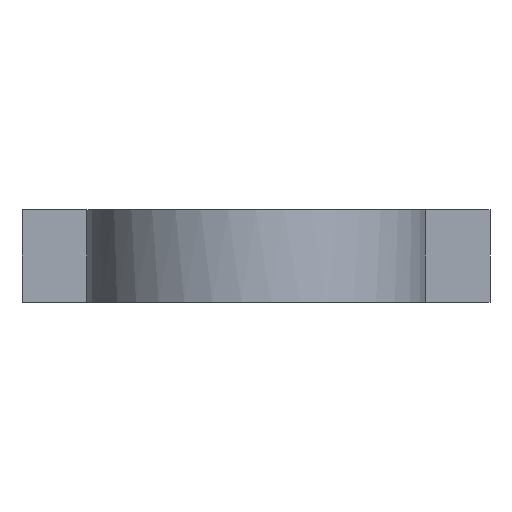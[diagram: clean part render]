
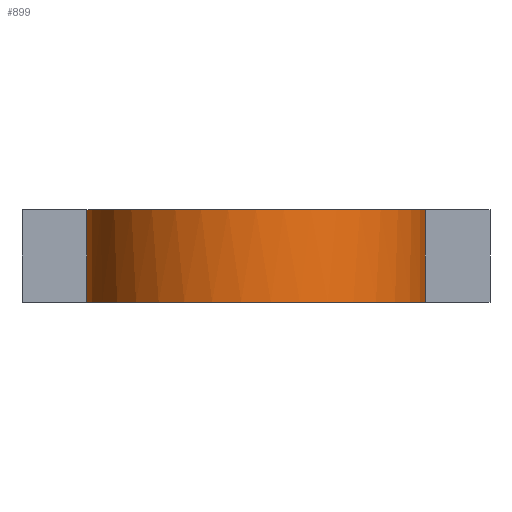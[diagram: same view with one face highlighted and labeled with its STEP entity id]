
A CAD part, front view. The second image highlights one B-rep face of the part: STEP entity #899.
In plain terms, the highlighted cylindrical face has radius 11.6 mm (diameter 23.2 mm), a partial arc.
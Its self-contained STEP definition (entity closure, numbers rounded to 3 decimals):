
#126 = PLANE('',#127);
#127 = AXIS2_PLACEMENT_3D('',#128,#129,#130);
#128 = CARTESIAN_POINT('',(-16.,-11.6,6.3));
#129 = DIRECTION('',(0.,0.,1.));
#130 = DIRECTION('',(1.,0.,0.));
#246 = VERTEX_POINT('',#247);
#247 = CARTESIAN_POINT('',(-11.557,-1.,6.3));
#260 = PLANE('',#261);
#261 = AXIS2_PLACEMENT_3D('',#262,#263,#264);
#262 = CARTESIAN_POINT('',(-16.,-1.,0.));
#263 = DIRECTION('',(0.,1.,0.));
#264 = DIRECTION('',(0.,0.,1.));
#271 = EDGE_CURVE('',#246,#272,#274,.T.);
#272 = VERTEX_POINT('',#273);
#273 = CARTESIAN_POINT('',(0.,-11.6,6.3));
#274 = SURFACE_CURVE('',#275,(#280,#287),.PCURVE_S1.);
#275 = CIRCLE('',#276,11.6);
#276 = AXIS2_PLACEMENT_3D('',#277,#278,#279);
#277 = CARTESIAN_POINT('',(0.,0.,6.3));
#278 = DIRECTION('',(0.,0.,1.));
#279 = DIRECTION('',(1.,0.,-0.));
#280 = PCURVE('',#126,#281);
#281 = DEFINITIONAL_REPRESENTATION('',(#282),#286);
#282 = CIRCLE('',#283,11.6);
#283 = AXIS2_PLACEMENT_2D('',#284,#285);
#284 = CARTESIAN_POINT('',(16.,11.6));
#285 = DIRECTION('',(1.,0.));
#286 = ( GEOMETRIC_REPRESENTATION_CONTEXT(2) 
PARAMETRIC_REPRESENTATION_CONTEXT() REPRESENTATION_CONTEXT('2D SPACE',''
  ) );
#287 = PCURVE('',#288,#293);
#288 = CYLINDRICAL_SURFACE('',#289,11.6);
#289 = AXIS2_PLACEMENT_3D('',#290,#291,#292);
#290 = CARTESIAN_POINT('',(0.,0.,0.));
#291 = DIRECTION('',(0.,0.,1.));
#292 = DIRECTION('',(1.,0.,0.));
#293 = DEFINITIONAL_REPRESENTATION('',(#294),#298);
#294 = LINE('',#295,#296);
#295 = CARTESIAN_POINT('',(0.,6.3));
#296 = VECTOR('',#297,1.);
#297 = DIRECTION('',(1.,0.));
#298 = ( GEOMETRIC_REPRESENTATION_CONTEXT(2) 
PARAMETRIC_REPRESENTATION_CONTEXT() REPRESENTATION_CONTEXT('2D SPACE',''
  ) );
#300 = EDGE_CURVE('',#272,#301,#303,.T.);
#301 = VERTEX_POINT('',#302);
#302 = CARTESIAN_POINT('',(11.557,-1.,6.3));
#303 = SURFACE_CURVE('',#304,(#309,#316),.PCURVE_S1.);
#304 = CIRCLE('',#305,11.6);
#305 = AXIS2_PLACEMENT_3D('',#306,#307,#308);
#306 = CARTESIAN_POINT('',(0.,0.,6.3));
#307 = DIRECTION('',(0.,0.,1.));
#308 = DIRECTION('',(1.,0.,-0.));
#309 = PCURVE('',#126,#310);
#310 = DEFINITIONAL_REPRESENTATION('',(#311),#315);
#311 = CIRCLE('',#312,11.6);
#312 = AXIS2_PLACEMENT_2D('',#313,#314);
#313 = CARTESIAN_POINT('',(16.,11.6));
#314 = DIRECTION('',(1.,0.));
#315 = ( GEOMETRIC_REPRESENTATION_CONTEXT(2) 
PARAMETRIC_REPRESENTATION_CONTEXT() REPRESENTATION_CONTEXT('2D SPACE',''
  ) );
#316 = PCURVE('',#288,#317);
#317 = DEFINITIONAL_REPRESENTATION('',(#318),#322);
#318 = LINE('',#319,#320);
#319 = CARTESIAN_POINT('',(0.,6.3));
#320 = VECTOR('',#321,1.);
#321 = DIRECTION('',(1.,0.));
#322 = ( GEOMETRIC_REPRESENTATION_CONTEXT(2) 
PARAMETRIC_REPRESENTATION_CONTEXT() REPRESENTATION_CONTEXT('2D SPACE',''
  ) );
#339 = PLANE('',#340);
#340 = AXIS2_PLACEMENT_3D('',#341,#342,#343);
#341 = CARTESIAN_POINT('',(11.1,-1.,0.));
#342 = DIRECTION('',(0.,1.,0.));
#343 = DIRECTION('',(0.,0.,1.));
#857 = VERTEX_POINT('',#858);
#858 = CARTESIAN_POINT('',(11.557,-1.,0.));
#879 = EDGE_CURVE('',#857,#301,#880,.T.);
#880 = SURFACE_CURVE('',#881,(#885,#891),.PCURVE_S1.);
#881 = LINE('',#882,#883);
#882 = CARTESIAN_POINT('',(11.557,-1.,0.));
#883 = VECTOR('',#884,1.);
#884 = DIRECTION('',(0.,0.,1.));
#885 = PCURVE('',#339,#886);
#886 = DEFINITIONAL_REPRESENTATION('',(#887),#890);
#887 = B_SPLINE_CURVE_WITH_KNOTS('',1,(#888,#889),.UNSPECIFIED.,.F.,.F.,
  (2,2),(0.,6.5),.PIECEWISE_BEZIER_KNOTS.);
#888 = CARTESIAN_POINT('',(0.,0.457));
#889 = CARTESIAN_POINT('',(6.5,0.457));
#890 = ( GEOMETRIC_REPRESENTATION_CONTEXT(2) 
PARAMETRIC_REPRESENTATION_CONTEXT() REPRESENTATION_CONTEXT('2D SPACE',''
  ) );
#891 = PCURVE('',#288,#892);
#892 = DEFINITIONAL_REPRESENTATION('',(#893),#896);
#893 = B_SPLINE_CURVE_WITH_KNOTS('',1,(#894,#895),.UNSPECIFIED.,.F.,.F.,
  (2,2),(0.,6.5),.PIECEWISE_BEZIER_KNOTS.);
#894 = CARTESIAN_POINT('',(6.197,0.));
#895 = CARTESIAN_POINT('',(6.197,6.5));
#896 = ( GEOMETRIC_REPRESENTATION_CONTEXT(2) 
PARAMETRIC_REPRESENTATION_CONTEXT() REPRESENTATION_CONTEXT('2D SPACE',''
  ) );
#899 = ADVANCED_FACE('',(#900),#288,.T.);
#900 = FACE_BOUND('',#901,.T.);
#901 = EDGE_LOOP('',(#902,#931,#932,#933,#934));
#902 = ORIENTED_EDGE('',*,*,#903,.T.);
#903 = EDGE_CURVE('',#904,#857,#906,.T.);
#904 = VERTEX_POINT('',#905);
#905 = CARTESIAN_POINT('',(-11.557,-1.,0.));
#906 = SURFACE_CURVE('',#907,(#912,#919),.PCURVE_S1.);
#907 = CIRCLE('',#908,11.6);
#908 = AXIS2_PLACEMENT_3D('',#909,#910,#911);
#909 = CARTESIAN_POINT('',(0.,0.,0.));
#910 = DIRECTION('',(0.,0.,1.));
#911 = DIRECTION('',(1.,0.,0.));
#912 = PCURVE('',#288,#913);
#913 = DEFINITIONAL_REPRESENTATION('',(#914),#918);
#914 = LINE('',#915,#916);
#915 = CARTESIAN_POINT('',(0.,0.));
#916 = VECTOR('',#917,1.);
#917 = DIRECTION('',(1.,0.));
#918 = ( GEOMETRIC_REPRESENTATION_CONTEXT(2) 
PARAMETRIC_REPRESENTATION_CONTEXT() REPRESENTATION_CONTEXT('2D SPACE',''
  ) );
#919 = PCURVE('',#920,#925);
#920 = PLANE('',#921);
#921 = AXIS2_PLACEMENT_3D('',#922,#923,#924);
#922 = CARTESIAN_POINT('',(0.,0.,0.));
#923 = DIRECTION('',(0.,0.,1.));
#924 = DIRECTION('',(1.,0.,0.));
#925 = DEFINITIONAL_REPRESENTATION('',(#926),#930);
#926 = CIRCLE('',#927,11.6);
#927 = AXIS2_PLACEMENT_2D('',#928,#929);
#928 = CARTESIAN_POINT('',(0.,0.));
#929 = DIRECTION('',(1.,0.));
#930 = ( GEOMETRIC_REPRESENTATION_CONTEXT(2) 
PARAMETRIC_REPRESENTATION_CONTEXT() REPRESENTATION_CONTEXT('2D SPACE',''
  ) );
#931 = ORIENTED_EDGE('',*,*,#879,.T.);
#932 = ORIENTED_EDGE('',*,*,#300,.F.);
#933 = ORIENTED_EDGE('',*,*,#271,.F.);
#934 = ORIENTED_EDGE('',*,*,#935,.F.);
#935 = EDGE_CURVE('',#904,#246,#936,.T.);
#936 = SURFACE_CURVE('',#937,(#941,#947),.PCURVE_S1.);
#937 = LINE('',#938,#939);
#938 = CARTESIAN_POINT('',(-11.557,-1.,0.));
#939 = VECTOR('',#940,1.);
#940 = DIRECTION('',(0.,0.,1.));
#941 = PCURVE('',#288,#942);
#942 = DEFINITIONAL_REPRESENTATION('',(#943),#946);
#943 = B_SPLINE_CURVE_WITH_KNOTS('',1,(#944,#945),.UNSPECIFIED.,.F.,.F.,
  (2,2),(0.,6.5),.PIECEWISE_BEZIER_KNOTS.);
#944 = CARTESIAN_POINT('',(3.228,0.));
#945 = CARTESIAN_POINT('',(3.228,6.5));
#946 = ( GEOMETRIC_REPRESENTATION_CONTEXT(2) 
PARAMETRIC_REPRESENTATION_CONTEXT() REPRESENTATION_CONTEXT('2D SPACE',''
  ) );
#947 = PCURVE('',#260,#948);
#948 = DEFINITIONAL_REPRESENTATION('',(#949),#952);
#949 = B_SPLINE_CURVE_WITH_KNOTS('',1,(#950,#951),.UNSPECIFIED.,.F.,.F.,
  (2,2),(0.,6.5),.PIECEWISE_BEZIER_KNOTS.);
#950 = CARTESIAN_POINT('',(0.,4.443));
#951 = CARTESIAN_POINT('',(6.5,4.443));
#952 = ( GEOMETRIC_REPRESENTATION_CONTEXT(2) 
PARAMETRIC_REPRESENTATION_CONTEXT() REPRESENTATION_CONTEXT('2D SPACE',''
  ) );
